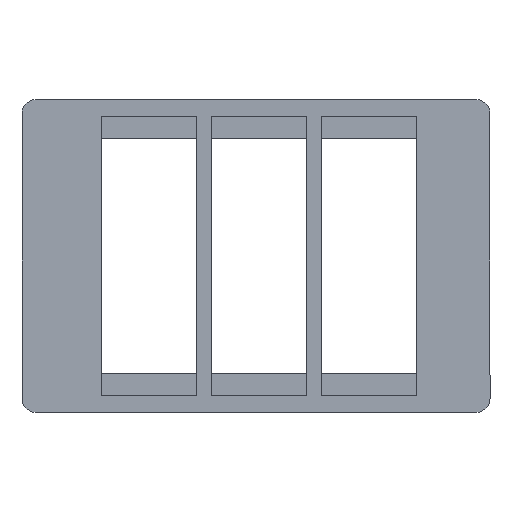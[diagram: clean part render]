
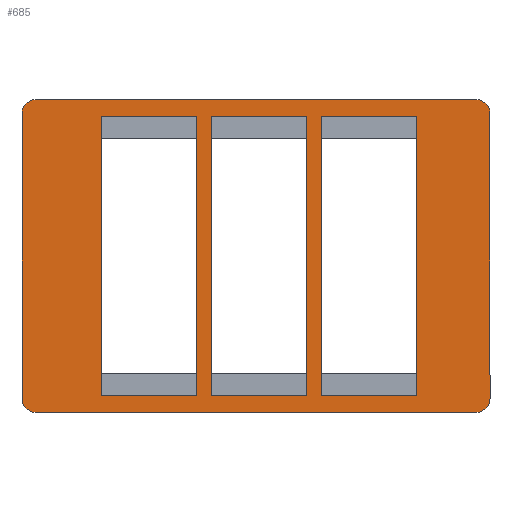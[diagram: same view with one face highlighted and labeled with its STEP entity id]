
A CAD part, top view. The second image highlights one B-rep face of the part: STEP entity #685.
In plain terms, the highlighted planar face has unit normal (0, 0, 1).
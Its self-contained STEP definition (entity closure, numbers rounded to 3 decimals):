
#19=FACE_BOUND('',#88,.T.);
#20=FACE_BOUND('',#89,.T.);
#21=FACE_BOUND('',#90,.T.);
#25=CIRCLE('',#740,3.9);
#26=CIRCLE('',#741,3.9);
#27=CIRCLE('',#742,3.9);
#28=CIRCLE('',#743,3.9);
#53=FACE_OUTER_BOUND('',#87,.T.);
#87=EDGE_LOOP('',(#539,#540,#541,#542,#543,#544,#545,#546));
#88=EDGE_LOOP('',(#547,#548,#549,#550));
#89=EDGE_LOOP('',(#551,#552,#553,#554));
#90=EDGE_LOOP('',(#555,#556,#557,#558));
#111=LINE('',#948,#199);
#118=LINE('',#963,#206);
#125=LINE('',#975,#213);
#130=LINE('',#983,#218);
#135=LINE('',#996,#223);
#142=LINE('',#1011,#230);
#149=LINE('',#1023,#237);
#154=LINE('',#1031,#242);
#159=LINE('',#1044,#247);
#166=LINE('',#1059,#254);
#169=LINE('',#1065,#257);
#170=LINE('',#1069,#258);
#171=LINE('',#1073,#259);
#172=LINE('',#1077,#260);
#173=LINE('',#1079,#261);
#174=LINE('',#1080,#262);
#199=VECTOR('',#771,10.);
#206=VECTOR('',#782,10.);
#213=VECTOR('',#793,10.);
#218=VECTOR('',#802,10.);
#223=VECTOR('',#811,10.);
#230=VECTOR('',#822,10.);
#237=VECTOR('',#833,10.);
#242=VECTOR('',#842,10.);
#247=VECTOR('',#851,10.);
#254=VECTOR('',#862,10.);
#257=VECTOR('',#867,10.);
#258=VECTOR('',#870,10.);
#259=VECTOR('',#873,10.);
#260=VECTOR('',#876,10.);
#261=VECTOR('',#879,10.);
#262=VECTOR('',#880,10.);
#287=VERTEX_POINT('',#946);
#288=VERTEX_POINT('',#947);
#293=VERTEX_POINT('',#961);
#294=VERTEX_POINT('',#962);
#303=VERTEX_POINT('',#994);
#304=VERTEX_POINT('',#995);
#309=VERTEX_POINT('',#1009);
#310=VERTEX_POINT('',#1010);
#319=VERTEX_POINT('',#1042);
#320=VERTEX_POINT('',#1043);
#325=VERTEX_POINT('',#1057);
#326=VERTEX_POINT('',#1058);
#327=VERTEX_POINT('',#1063);
#328=VERTEX_POINT('',#1064);
#329=VERTEX_POINT('',#1066);
#330=VERTEX_POINT('',#1068);
#331=VERTEX_POINT('',#1070);
#332=VERTEX_POINT('',#1072);
#333=VERTEX_POINT('',#1074);
#334=VERTEX_POINT('',#1076);
#351=EDGE_CURVE('',#287,#288,#111,.T.);
#358=EDGE_CURVE('',#293,#294,#118,.T.);
#365=EDGE_CURVE('',#294,#287,#125,.T.);
#370=EDGE_CURVE('',#288,#293,#130,.T.);
#375=EDGE_CURVE('',#303,#304,#135,.T.);
#382=EDGE_CURVE('',#309,#310,#142,.T.);
#389=EDGE_CURVE('',#310,#303,#149,.T.);
#394=EDGE_CURVE('',#304,#309,#154,.T.);
#399=EDGE_CURVE('',#319,#320,#159,.T.);
#406=EDGE_CURVE('',#325,#326,#166,.T.);
#409=EDGE_CURVE('',#327,#328,#169,.T.);
#410=EDGE_CURVE('',#328,#329,#25,.T.);
#411=EDGE_CURVE('',#329,#330,#170,.T.);
#412=EDGE_CURVE('',#330,#331,#26,.T.);
#413=EDGE_CURVE('',#331,#332,#171,.T.);
#414=EDGE_CURVE('',#332,#333,#27,.T.);
#415=EDGE_CURVE('',#333,#334,#172,.T.);
#416=EDGE_CURVE('',#334,#327,#28,.T.);
#417=EDGE_CURVE('',#326,#319,#173,.T.);
#418=EDGE_CURVE('',#320,#325,#174,.T.);
#539=ORIENTED_EDGE('',*,*,#409,.T.);
#540=ORIENTED_EDGE('',*,*,#410,.T.);
#541=ORIENTED_EDGE('',*,*,#411,.T.);
#542=ORIENTED_EDGE('',*,*,#412,.T.);
#543=ORIENTED_EDGE('',*,*,#413,.T.);
#544=ORIENTED_EDGE('',*,*,#414,.T.);
#545=ORIENTED_EDGE('',*,*,#415,.T.);
#546=ORIENTED_EDGE('',*,*,#416,.T.);
#547=ORIENTED_EDGE('',*,*,#358,.T.);
#548=ORIENTED_EDGE('',*,*,#365,.T.);
#549=ORIENTED_EDGE('',*,*,#351,.T.);
#550=ORIENTED_EDGE('',*,*,#370,.T.);
#551=ORIENTED_EDGE('',*,*,#382,.T.);
#552=ORIENTED_EDGE('',*,*,#389,.T.);
#553=ORIENTED_EDGE('',*,*,#375,.T.);
#554=ORIENTED_EDGE('',*,*,#394,.T.);
#555=ORIENTED_EDGE('',*,*,#417,.T.);
#556=ORIENTED_EDGE('',*,*,#399,.T.);
#557=ORIENTED_EDGE('',*,*,#418,.T.);
#558=ORIENTED_EDGE('',*,*,#406,.T.);
#655=PLANE('',#739);
#685=ADVANCED_FACE('',(#53,#19,#20,#21),#655,.T.);
#739=AXIS2_PLACEMENT_3D('',#1062,#865,#866);
#740=AXIS2_PLACEMENT_3D('',#1067,#868,#869);
#741=AXIS2_PLACEMENT_3D('',#1071,#871,#872);
#742=AXIS2_PLACEMENT_3D('',#1075,#874,#875);
#743=AXIS2_PLACEMENT_3D('',#1078,#877,#878);
#771=DIRECTION('',(-1.,0.,0.));
#782=DIRECTION('',(1.,0.,0.));
#793=DIRECTION('',(0.,-1.,0.));
#802=DIRECTION('',(0.,1.,0.));
#811=DIRECTION('',(-1.,0.,0.));
#822=DIRECTION('',(1.,0.,0.));
#833=DIRECTION('',(0.,-1.,0.));
#842=DIRECTION('',(0.,1.,0.));
#851=DIRECTION('',(-1.,0.,0.));
#862=DIRECTION('',(1.,0.,0.));
#865=DIRECTION('center_axis',(0.,0.,
1.));
#866=DIRECTION('ref_axis',(1.,0.,0.));
#867=DIRECTION('',(-1.,0.,0.));
#868=DIRECTION('center_axis',(0.,0.,
1.));
#869=DIRECTION('ref_axis',(0.,-1.,0.));
#870=DIRECTION('',(0.,-1.,0.));
#871=DIRECTION('center_axis',(0.,0.,
1.));
#872=DIRECTION('ref_axis',(1.,0.,0.));
#873=DIRECTION('',(1.,0.,0.));
#874=DIRECTION('center_axis',(0.,0.,
1.));
#875=DIRECTION('ref_axis',(0.,1.,0.));
#876=DIRECTION('',(0.,1.,0.));
#877=DIRECTION('center_axis',(0.,0.,
1.));
#878=DIRECTION('ref_axis',(-1.,0.,0.));
#879=DIRECTION('',(0.,-1.,0.));
#880=DIRECTION('',(0.,1.,0.));
#946=CARTESIAN_POINT('',(-17.,-38.,-22.077));
#947=CARTESIAN_POINT('',(-43.,-38.,-22.077));
#948=CARTESIAN_POINT('',(-8.926,-38.,-22.077));
#961=CARTESIAN_POINT('',(-43.,38.,-22.077));
#962=CARTESIAN_POINT('',(-17.,38.,-22.077));
#963=CARTESIAN_POINT('',(-21.926,38.,-22.077));
#975=CARTESIAN_POINT('',(-17.,16.,-22.077));
#983=CARTESIAN_POINT('',(-43.,-16.,-22.077));
#994=CARTESIAN_POINT('',(43.,-38.,-22.077));
#995=CARTESIAN_POINT('',(17.,-38.,-22.077));
#996=CARTESIAN_POINT('',(21.074,-38.,-22.077));
#1009=CARTESIAN_POINT('',(17.,38.,-22.077));
#1010=CARTESIAN_POINT('',(43.,38.,-22.077));
#1011=CARTESIAN_POINT('',(8.074,38.,-22.077));
#1023=CARTESIAN_POINT('',(43.,16.,-22.077));
#1031=CARTESIAN_POINT('',(17.,-16.,-22.077));
#1042=CARTESIAN_POINT('',(13.,-38.,-22.077));
#1043=CARTESIAN_POINT('',(-13.,-38.,-22.077));
#1044=CARTESIAN_POINT('',(6.074,-38.,-22.077));
#1057=CARTESIAN_POINT('',(-13.,38.,-22.077));
#1058=CARTESIAN_POINT('',(13.,38.,-22.077));
#1059=CARTESIAN_POINT('',(-6.926,38.,-22.077));
#1062=CARTESIAN_POINT('Origin',(-0.852,0.,
-22.077));
#1063=CARTESIAN_POINT('',(59.048,42.7,-22.077));
#1064=CARTESIAN_POINT('',(-60.752,42.7,-22.077));
#1065=CARTESIAN_POINT('',(10.348,42.7,-22.077));
#1066=CARTESIAN_POINT('',(-64.652,38.8,-22.077));
#1067=CARTESIAN_POINT('Origin',(-60.752,38.8,-22.077));
#1068=CARTESIAN_POINT('',(-64.652,-38.8,-22.077));
#1069=CARTESIAN_POINT('',(-64.652,-38.8,-22.077));
#1070=CARTESIAN_POINT('',(-60.752,-42.7,-22.077));
#1071=CARTESIAN_POINT('Origin',(-60.752,-38.8,-22.077));
#1072=CARTESIAN_POINT('',(59.048,-42.7,-22.077));
#1073=CARTESIAN_POINT('',(-12.052,-42.7,-22.077));
#1074=CARTESIAN_POINT('',(62.948,-38.8,-22.077));
#1075=CARTESIAN_POINT('Origin',(59.048,-38.8,-22.077));
#1076=CARTESIAN_POINT('',(62.948,38.8,-22.077));
#1077=CARTESIAN_POINT('',(62.948,38.8,-22.077));
#1078=CARTESIAN_POINT('Origin',(59.048,38.8,-22.077));
#1079=CARTESIAN_POINT('',(13.,19.,-22.077));
#1080=CARTESIAN_POINT('',(-13.,-19.,-22.077));
